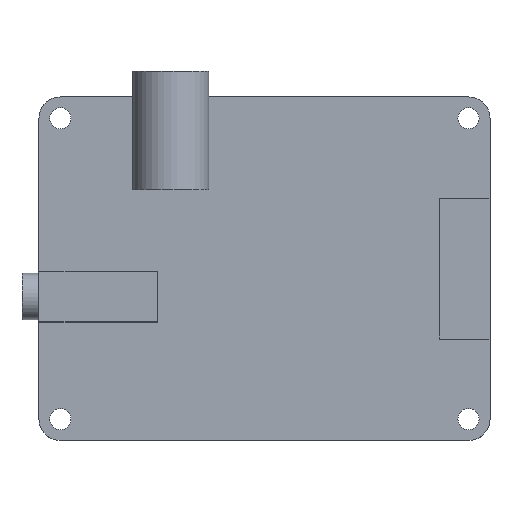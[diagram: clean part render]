
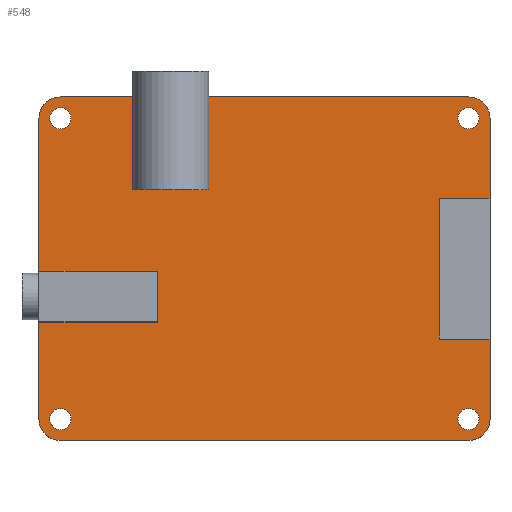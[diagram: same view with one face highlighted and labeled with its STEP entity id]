
A CAD part, top view. The second image highlights one B-rep face of the part: STEP entity #548.
In plain terms, the highlighted planar face has unit normal (0, 0, 1).
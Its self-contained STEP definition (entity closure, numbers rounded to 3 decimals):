
#21=FACE_BOUND('',#91,.T.);
#22=FACE_BOUND('',#92,.T.);
#23=FACE_BOUND('',#93,.T.);
#24=FACE_BOUND('',#94,.T.);
#31=PLANE('',#601);
#56=FACE_OUTER_BOUND('',#90,.T.);
#90=EDGE_LOOP('',(#394,#395,#396,#397,#398,#399,#400,#401));
#91=EDGE_LOOP('',(#402));
#92=EDGE_LOOP('',(#403));
#93=EDGE_LOOP('',(#404));
#94=EDGE_LOOP('',(#405));
#133=LINE('',#828,#188);
#136=LINE('',#834,#191);
#137=LINE('',#838,#192);
#138=LINE('',#842,#193);
#188=VECTOR('',#663,10.);
#191=VECTOR('',#668,10.);
#192=VECTOR('',#671,10.);
#193=VECTOR('',#674,10.);
#242=CIRCLE('',#599,2.54);
#243=CIRCLE('',#602,2.54);
#244=CIRCLE('',#603,2.54);
#245=CIRCLE('',#604,2.54);
#246=CIRCLE('',#605,1.25);
#247=CIRCLE('',#606,1.25);
#248=CIRCLE('',#607,1.25);
#249=CIRCLE('',#608,1.25);
#263=VERTEX_POINT('',#821);
#264=VERTEX_POINT('',#823);
#265=VERTEX_POINT('',#827);
#267=VERTEX_POINT('',#833);
#268=VERTEX_POINT('',#835);
#269=VERTEX_POINT('',#837);
#270=VERTEX_POINT('',#839);
#271=VERTEX_POINT('',#841);
#272=VERTEX_POINT('',#844);
#273=VERTEX_POINT('',#846);
#274=VERTEX_POINT('',#848);
#275=VERTEX_POINT('',#850);
#313=EDGE_CURVE('',#263,#264,#242,.T.);
#315=EDGE_CURVE('',#265,#264,#133,.T.);
#318=EDGE_CURVE('',#263,#267,#136,.T.);
#319=EDGE_CURVE('',#268,#267,#243,.T.);
#320=EDGE_CURVE('',#268,#269,#137,.T.);
#321=EDGE_CURVE('',#270,#269,#244,.T.);
#322=EDGE_CURVE('',#270,#271,#138,.T.);
#323=EDGE_CURVE('',#265,#271,#245,.T.);
#324=EDGE_CURVE('',#272,#272,#246,.T.);
#325=EDGE_CURVE('',#273,#273,#247,.T.);
#326=EDGE_CURVE('',#274,#274,#248,.T.);
#327=EDGE_CURVE('',#275,#275,#249,.T.);
#394=ORIENTED_EDGE('',*,*,#313,.F.);
#395=ORIENTED_EDGE('',*,*,#318,.T.);
#396=ORIENTED_EDGE('',*,*,#319,.F.);
#397=ORIENTED_EDGE('',*,*,#320,.T.);
#398=ORIENTED_EDGE('',*,*,#321,.F.);
#399=ORIENTED_EDGE('',*,*,#322,.T.);
#400=ORIENTED_EDGE('',*,*,#323,.F.);
#401=ORIENTED_EDGE('',*,*,#315,.T.);
#402=ORIENTED_EDGE('',*,*,#324,.T.);
#403=ORIENTED_EDGE('',*,*,#325,.T.);
#404=ORIENTED_EDGE('',*,*,#326,.T.);
#405=ORIENTED_EDGE('',*,*,#327,.T.);
#548=ADVANCED_FACE('',(#56,#21,#22,#23,#24),#31,.T.);
#599=AXIS2_PLACEMENT_3D('',#824,#658,#659);
#601=AXIS2_PLACEMENT_3D('',#832,#666,#667);
#602=AXIS2_PLACEMENT_3D('',#836,#669,#670);
#603=AXIS2_PLACEMENT_3D('',#840,#672,#673);
#604=AXIS2_PLACEMENT_3D('',#843,#675,#676);
#605=AXIS2_PLACEMENT_3D('',#845,#677,#678);
#606=AXIS2_PLACEMENT_3D('',#847,#679,#680);
#607=AXIS2_PLACEMENT_3D('',#849,#681,#682);
#608=AXIS2_PLACEMENT_3D('',#851,#683,#684);
#658=DIRECTION('center_axis',(0.,0.,-1.));
#659=DIRECTION('ref_axis',(-0.707,-0.707,0.));
#663=DIRECTION('',(0.,-1.,0.));
#666=DIRECTION('center_axis',(0.,0.,1.));
#667=DIRECTION('ref_axis',(1.,0.,0.));
#668=DIRECTION('',(1.,0.,0.));
#669=DIRECTION('center_axis',(0.,0.,-1.));
#670=DIRECTION('ref_axis',(0.707,-0.707,0.));
#671=DIRECTION('',(0.,1.,0.));
#672=DIRECTION('center_axis',(0.,0.,-1.));
#673=DIRECTION('ref_axis',(0.707,0.707,0.));
#674=DIRECTION('',(-1.,0.,0.));
#675=DIRECTION('center_axis',(0.,0.,-1.));
#676=DIRECTION('ref_axis',(-0.707,0.707,0.));
#677=DIRECTION('center_axis',(0.,0.,-1.));
#678=DIRECTION('ref_axis',(1.,0.,0.));
#679=DIRECTION('center_axis',(0.,0.,-1.));
#680=DIRECTION('ref_axis',(1.,0.,0.));
#681=DIRECTION('center_axis',(0.,0.,-1.));
#682=DIRECTION('ref_axis',(1.,0.,0.));
#683=DIRECTION('center_axis',(0.,0.,-1.));
#684=DIRECTION('ref_axis',(1.,0.,0.));
#821=CARTESIAN_POINT('',(2.54,0.,0.));
#823=CARTESIAN_POINT('',(0.,2.54,0.));
#824=CARTESIAN_POINT('Origin',(2.54,2.54,0.));
#827=CARTESIAN_POINT('',(0.,38.1,0.));
#828=CARTESIAN_POINT('',(0.,40.64,0.));
#832=CARTESIAN_POINT('Origin',(26.67,20.32,0.));
#833=CARTESIAN_POINT('',(50.8,0.,0.));
#834=CARTESIAN_POINT('',(0.,0.,0.));
#835=CARTESIAN_POINT('',(53.34,2.54,0.));
#836=CARTESIAN_POINT('Origin',(50.8,2.54,0.));
#837=CARTESIAN_POINT('',(53.34,38.1,0.));
#838=CARTESIAN_POINT('',(53.34,0.,0.));
#839=CARTESIAN_POINT('',(50.8,40.64,0.));
#840=CARTESIAN_POINT('Origin',(50.8,38.1,0.));
#841=CARTESIAN_POINT('',(2.54,40.64,0.));
#842=CARTESIAN_POINT('',(53.34,40.64,0.));
#843=CARTESIAN_POINT('Origin',(2.54,38.1,0.));
#844=CARTESIAN_POINT('',(1.29,2.54,0.));
#845=CARTESIAN_POINT('Origin',(2.54,2.54,0.));
#846=CARTESIAN_POINT('',(1.29,38.1,0.));
#847=CARTESIAN_POINT('Origin',(2.54,38.1,0.));
#848=CARTESIAN_POINT('',(49.55,38.1,0.));
#849=CARTESIAN_POINT('Origin',(50.8,38.1,0.));
#850=CARTESIAN_POINT('',(49.55,2.54,0.));
#851=CARTESIAN_POINT('Origin',(50.8,2.54,0.));
